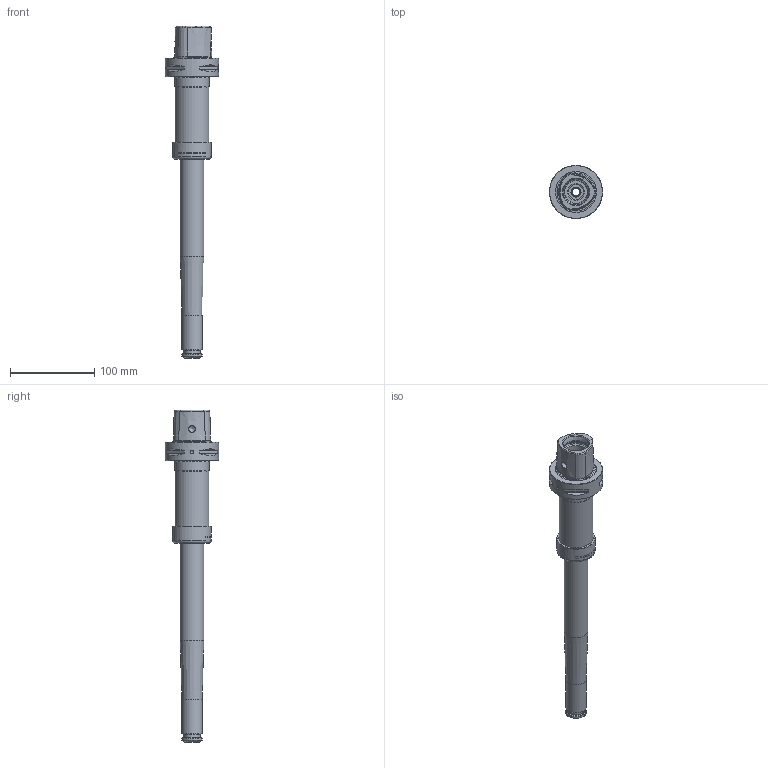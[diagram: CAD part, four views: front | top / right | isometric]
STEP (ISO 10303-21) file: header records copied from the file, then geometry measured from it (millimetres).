
FILE_DESCRIPTION(/* description */ (''),/* implementation_level */ '2;1');
FILE_NAME(/* name */ '888673190.stp',/* time_stamp */ '2023-03-15T12:28:35',/* author */ ('Ratnasingam Jekanthan'),/* organization */ ('REGO-FIX'),/* preprocessor_version */ ' Unknown',/* originating_system */ 'SIEMENS PLM Software Solid Edge ST10',/* authorization */ 'Unknown');
FILE_SCHEMA (('AUTOMOTIVE_DESIGN { 1 0 10303 214 2 1 1}'));
Length unit declared in the file: millimetre
Products named in the file (1): NOCUT
Bounding box: 63 x 63 x 393.5 mm (x, y, z)
Volume: 306052.8 mm3; surface area: 72897.2 mm2
Topology: 1 solids, 3 shells, 175 faces, 407 edges, 251 vertices
Faces by surface type: cone 80, cylinder 38, plane 36, torus 21
Full cylindrical faces by diameter (mm): 4 x1, 8.1 x2, 9 x1, 10 x1, 13 x1, 15 x1, 17.835 x2, 19.5 x1, 23.8 x1, 24 x2, 24.7 x1, 25 x1, 28 x3, 29 x1, 32 x1, 33 x1, 34 x1, 38.376 x1, 40 x1, 40.05 x1, 40.5 x1, 43.3 x1, 45.65 x1, 63 x1
Entity records: 5574 total; most frequent: CARTESIAN_POINT 918, DIRECTION 736, ORIENTED_EDGE 558, AXIS2_PLACEMENT_3D 334, FACE_BOUND 288, EDGE_LOOP 285, EDGE_CURVE 279, VERTEX_POINT 215
